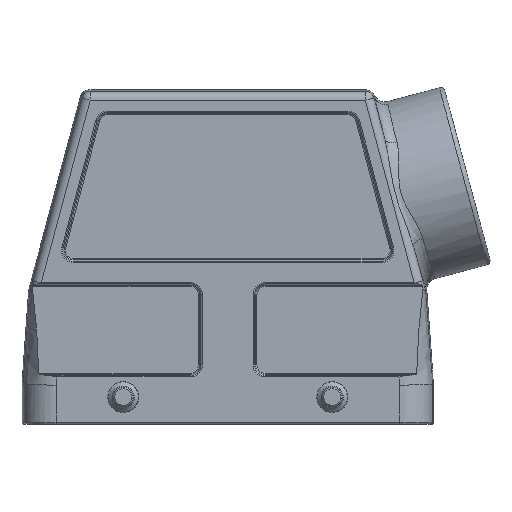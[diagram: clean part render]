
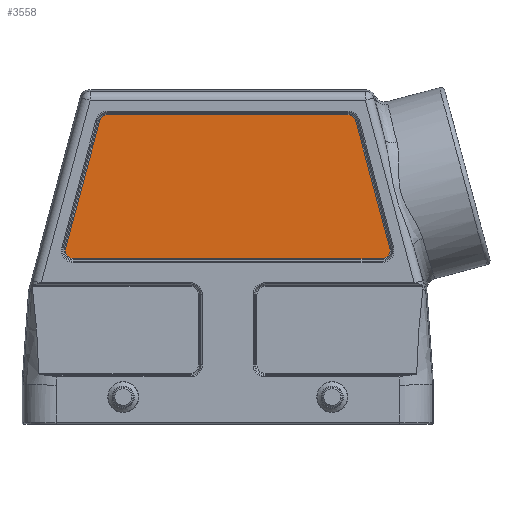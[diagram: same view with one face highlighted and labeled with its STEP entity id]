
A CAD part, front view. The second image highlights one B-rep face of the part: STEP entity #3558.
In plain terms, the highlighted planar face has unit normal (0, -1, 0).
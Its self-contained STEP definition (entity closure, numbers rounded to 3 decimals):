
#3149=FACE_OUTER_BOUND('',#4651,.T.);
#3558=ADVANCED_FACE('',(#3149),#4017,.T.);
#4017=PLANE('',#13957);
#4191=CIRCLE('',#13953,1.853);
#4192=CIRCLE('',#13954,1.853);
#4193=CIRCLE('',#13955,1.853);
#4194=CIRCLE('',#13956,1.853);
#4651=EDGE_LOOP('',(#5545,#5546,#5547,#5548,#5549,#5550,#5551,#5552));
#5545=ORIENTED_EDGE('',*,*,#8260,.T.);
#5546=ORIENTED_EDGE('',*,*,#8261,.T.);
#5547=ORIENTED_EDGE('',*,*,#8262,.T.);
#5548=ORIENTED_EDGE('',*,*,#8263,.T.);
#5549=ORIENTED_EDGE('',*,*,#8264,.T.);
#5550=ORIENTED_EDGE('',*,*,#8265,.T.);
#5551=ORIENTED_EDGE('',*,*,#8266,.T.);
#5552=ORIENTED_EDGE('',*,*,#8267,.T.);
#7589=VERTEX_POINT('',#19716);
#7590=VERTEX_POINT('',#19717);
#7591=VERTEX_POINT('',#19719);
#7592=VERTEX_POINT('',#19721);
#7593=VERTEX_POINT('',#19723);
#7594=VERTEX_POINT('',#19725);
#7595=VERTEX_POINT('',#19727);
#7596=VERTEX_POINT('',#19729);
#8260=EDGE_CURVE('',#7589,#7590,#11198,.T.);
#8261=EDGE_CURVE('',#7590,#7591,#4191,.T.);
#8262=EDGE_CURVE('',#7591,#7592,#11199,.T.);
#8263=EDGE_CURVE('',#7592,#7593,#4192,.T.);
#8264=EDGE_CURVE('',#7593,#7594,#11200,.T.);
#8265=EDGE_CURVE('',#7594,#7595,#4193,.T.);
#8266=EDGE_CURVE('',#7595,#7596,#11201,.T.);
#8267=EDGE_CURVE('',#7596,#7589,#4194,.T.);
#11198=LINE('',#19715,#11834);
#11199=LINE('',#19720,#11835);
#11200=LINE('',#19724,#11836);
#11201=LINE('',#19728,#11837);
#11834=VECTOR('',#15157,1.);
#11835=VECTOR('',#15160,1.);
#11836=VECTOR('',#15163,1.);
#11837=VECTOR('',#15166,1.);
#13953=AXIS2_PLACEMENT_3D('',#19718,#15158,#15159);
#13954=AXIS2_PLACEMENT_3D('',#19722,#15161,#15162);
#13955=AXIS2_PLACEMENT_3D('',#19726,#15164,#15165);
#13956=AXIS2_PLACEMENT_3D('',#19730,#15167,#15168);
#13957=AXIS2_PLACEMENT_3D('',#19731,#15169,#15170);
#15157=DIRECTION('',(1.,0.,0.));
#15158=DIRECTION('',(0.,-1.,0.));
#15159=DIRECTION('',(0.,0.,-1.));
#15160=DIRECTION('',(-0.259,0.,0.966));
#15161=DIRECTION('',(0.,-1.,0.));
#15162=DIRECTION('',(0.,0.,-1.));
#15163=DIRECTION('',(-1.,0.,0.));
#15164=DIRECTION('',(0.,-1.,0.));
#15165=DIRECTION('',(0.,0.,-1.));
#15166=DIRECTION('',(-0.259,0.,-0.966));
#15167=DIRECTION('',(0.,-1.,0.));
#15168=DIRECTION('',(0.,0.,-1.));
#15169=DIRECTION('',(0.,-1.,0.));
#15170=DIRECTION('',(0.,0.,-1.));
#19715=CARTESIAN_POINT('',(0.,-20.3,28.497));
#19716=CARTESIAN_POINT('',(-35.074,-20.3,28.497));
#19717=CARTESIAN_POINT('',(35.074,-20.3,28.497));
#19718=CARTESIAN_POINT('',(35.074,-20.3,30.35));
#19719=CARTESIAN_POINT('',(36.864,-20.3,30.83));
#19720=CARTESIAN_POINT('',(42.102,-20.3,11.281));
#19721=CARTESIAN_POINT('',(29.093,-20.3,59.83));
#19722=CARTESIAN_POINT('',(27.303,-20.3,59.35));
#19723=CARTESIAN_POINT('',(27.303,-20.3,61.203));
#19724=CARTESIAN_POINT('',(0.,-20.3,61.203));
#19725=CARTESIAN_POINT('',(-27.303,-20.3,61.203));
#19726=CARTESIAN_POINT('',(-27.303,-20.3,59.35));
#19727=CARTESIAN_POINT('',(-29.093,-20.3,59.83));
#19728=CARTESIAN_POINT('',(-42.102,-20.3,11.281));
#19729=CARTESIAN_POINT('',(-36.864,-20.3,30.83));
#19730=CARTESIAN_POINT('',(-35.074,-20.3,30.35));
#19731=CARTESIAN_POINT('',(0.,-20.3,0.));
